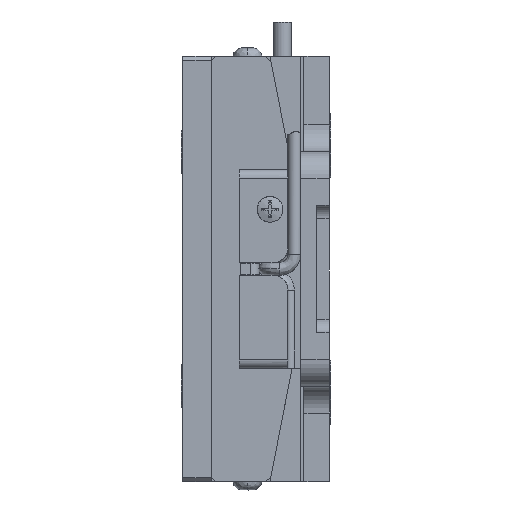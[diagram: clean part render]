
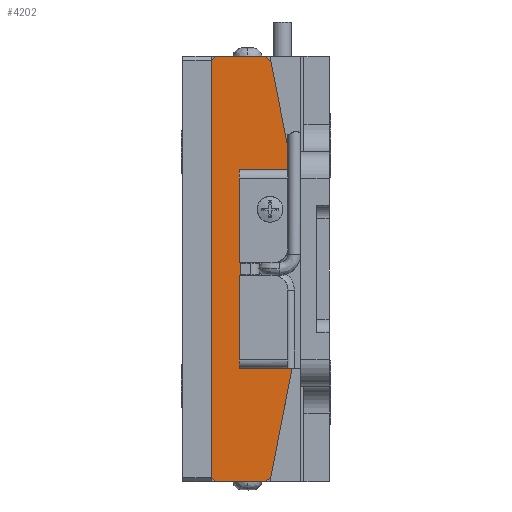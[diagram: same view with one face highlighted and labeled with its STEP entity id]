
A CAD part, left-side view. The second image highlights one B-rep face of the part: STEP entity #4202.
In plain terms, the highlighted face is planar.
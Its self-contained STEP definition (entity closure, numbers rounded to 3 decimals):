
#1008 = EDGE_CURVE ( 'NONE', #87360, #45215, #16629, .T. ) ;
#1125 = EDGE_CURVE ( 'NONE', #86931, #52519, #66851, .T. ) ;
#1818 = CARTESIAN_POINT ( 'NONE',  ( -50., 2.78, 1.5 ) ) ;
#2210 = EDGE_CURVE ( 'NONE', #4961, #87360, #61114, .T. ) ;
#2889 = CARTESIAN_POINT ( 'NONE',  ( -56.39, -3.61, 1.5 ) ) ;
#2933 = VECTOR ( 'NONE', #86242, 1000. ) ;
#3085 = VERTEX_POINT ( 'NONE', #42895 ) ;
#3682 = EDGE_CURVE ( 'NONE', #3085, #86931, #51903, .T. ) ;
#4202 = ADVANCED_FACE ( 'NONE', ( #83449 ), #73811, .T. ) ;
#4961 = VERTEX_POINT ( 'NONE', #1818 ) ;
#5676 = LINE ( 'NONE', #50780, #32921 ) ;
#6902 = VERTEX_POINT ( 'NONE', #13528 ) ;
#8414 = CARTESIAN_POINT ( 'NONE',  ( -49.5, -9.5, 1.5 ) ) ;
#9031 = DIRECTION ( 'NONE',  ( 0.707, -0.707, 0. ) ) ;
#9221 = EDGE_CURVE ( 'NONE', #23419, #6902, #54060, .T. ) ;
#9870 = ORIENTED_EDGE ( 'NONE', *, *, #1125, .T. ) ;
#10118 = DIRECTION ( 'NONE',  ( -0.707, -0.707, 0. ) ) ;
#10348 = CARTESIAN_POINT ( 'NONE',  ( -50., -9., 1.5 ) ) ;
#11369 = CARTESIAN_POINT ( 'NONE',  ( 50., -9., 1.5 ) ) ;
#11400 = CARTESIAN_POINT ( 'NONE',  ( -49., -10., 1.5 ) ) ;
#13528 = CARTESIAN_POINT ( 'NONE',  ( -18., 10., 1.5 ) ) ;
#13638 = EDGE_CURVE ( 'NONE', #23419, #4961, #19707, .T. ) ;
#14138 = VERTEX_POINT ( 'NONE', #77498 ) ;
#14490 = CARTESIAN_POINT ( 'NONE',  ( -50., -10., 1.5 ) ) ;
#15364 = VERTEX_POINT ( 'NONE', #49616 ) ;
#15678 = DIRECTION ( 'NONE',  ( 0.707, 0.707, 0. ) ) ;
#16629 = LINE ( 'NONE', #8414, #46061 ) ;
#16646 = ORIENTED_EDGE ( 'NONE', *, *, #29420, .F. ) ;
#19707 = LINE ( 'NONE', #2889, #68790 ) ;
#20140 = EDGE_LOOP ( 'NONE', ( #88908, #84438, #9870, #62835, #16646, #79095, #54396, #57104, #54608, #75791 ) ) ;
#20568 = DIRECTION ( 'NONE',  ( 0., -1., 0. ) ) ;
#23002 = DIRECTION ( 'NONE',  ( -1., 0., 0. ) ) ;
#23419 = VERTEX_POINT ( 'NONE', #33133 ) ;
#25606 = DIRECTION ( 'NONE',  ( 1., 0., 0. ) ) ;
#29420 = EDGE_CURVE ( 'NONE', #15364, #14138, #77366, .T. ) ;
#30347 = CARTESIAN_POINT ( 'NONE',  ( 50., 10., 1.5 ) ) ;
#32921 = VECTOR ( 'NONE', #64485, 1000. ) ;
#33133 = CARTESIAN_POINT ( 'NONE',  ( -48.759, 4.021, 1.5 ) ) ;
#35013 = CARTESIAN_POINT ( 'NONE',  ( 50., 2.515, 1.5 ) ) ;
#37484 = LINE ( 'NONE', #14490, #88852 ) ;
#40189 = VECTOR ( 'NONE', #46798, 1000. ) ;
#42895 = CARTESIAN_POINT ( 'NONE',  ( 49., -10., 1.5 ) ) ;
#43172 = VECTOR ( 'NONE', #15678, 1000. ) ;
#44357 = DIRECTION ( 'NONE',  ( 0., 1., 0. ) ) ;
#45215 = VERTEX_POINT ( 'NONE', #11400 ) ;
#46061 = VECTOR ( 'NONE', #9031, 1000. ) ;
#46798 = DIRECTION ( 'NONE',  ( 0.982, -0.191, 0. ) ) ;
#47425 = AXIS2_PLACEMENT_3D ( 'NONE', #80287, #52383, #25606 ) ;
#49616 = CARTESIAN_POINT ( 'NONE',  ( 18., 10., 1.5 ) ) ;
#50414 = VECTOR ( 'NONE', #44357, 1000. ) ;
#50780 = CARTESIAN_POINT ( 'NONE',  ( 24.532, 40.273, 1.5 ) ) ;
#51536 = LINE ( 'NONE', #79500, #80045 ) ;
#51903 = LINE ( 'NONE', #71184, #43172 ) ;
#52383 = DIRECTION ( 'NONE',  ( 0., 0., 1. ) ) ;
#52519 = VERTEX_POINT ( 'NONE', #35013 ) ;
#54060 = LINE ( 'NONE', #85026, #2933 ) ;
#54396 = ORIENTED_EDGE ( 'NONE', *, *, #9221, .F. ) ;
#54608 = ORIENTED_EDGE ( 'NONE', *, *, #2210, .T. ) ;
#57104 = ORIENTED_EDGE ( 'NONE', *, *, #13638, .T. ) ;
#58866 = EDGE_CURVE ( 'NONE', #52519, #14138, #5676, .T. ) ;
#61114 = LINE ( 'NONE', #68752, #85201 ) ;
#62835 = ORIENTED_EDGE ( 'NONE', *, *, #58866, .T. ) ;
#62974 = EDGE_CURVE ( 'NONE', #45215, #3085, #37484, .T. ) ;
#63229 = DIRECTION ( 'NONE',  ( 1., 0., 0. ) ) ;
#64485 = DIRECTION ( 'NONE',  ( -0.559, 0.829, 0. ) ) ;
#66851 = LINE ( 'NONE', #30347, #50414 ) ;
#68752 = CARTESIAN_POINT ( 'NONE',  ( -50., 10., 1.5 ) ) ;
#68790 = VECTOR ( 'NONE', #10118, 1000. ) ;
#69212 = EDGE_CURVE ( 'Edge1', #15364, #6902, #51536, .T. ) ;
#71184 = CARTESIAN_POINT ( 'NONE',  ( -0.5, -59.5, 1.5 ) ) ;
#73811 = PLANE ( 'NONE',  #47425 ) ;
#75217 = CARTESIAN_POINT ( 'NONE',  ( 18., 10., 1.5 ) ) ;
#75791 = ORIENTED_EDGE ( 'NONE', *, *, #1008, .T. ) ;
#77366 = LINE ( 'NONE', #75217, #40189 ) ;
#77498 = CARTESIAN_POINT ( 'NONE',  ( 49.018, 3.971, 1.5 ) ) ;
#79095 = ORIENTED_EDGE ( 'NONE', *, *, #69212, .T. ) ;
#79500 = CARTESIAN_POINT ( 'NONE',  ( -50., 10., 1.5 ) ) ;
#80045 = VECTOR ( 'NONE', #23002, 1000. ) ;
#80287 = CARTESIAN_POINT ( 'NONE',  ( -50., -10., 1.5 ) ) ;
#83449 = FACE_OUTER_BOUND ( 'NONE', #20140, .T. ) ;
#84438 = ORIENTED_EDGE ( 'NONE', *, *, #3682, .T. ) ;
#85026 = CARTESIAN_POINT ( 'NONE',  ( -18., 10., 1.5 ) ) ;
#85201 = VECTOR ( 'NONE', #20568, 1000. ) ;
#86242 = DIRECTION ( 'NONE',  ( 0.982, 0.191, 0. ) ) ;
#86931 = VERTEX_POINT ( 'NONE', #11369 ) ;
#87360 = VERTEX_POINT ( 'NONE', #10348 ) ;
#88852 = VECTOR ( 'NONE', #63229, 1000. ) ;
#88908 = ORIENTED_EDGE ( 'NONE', *, *, #62974, .T. ) ;
